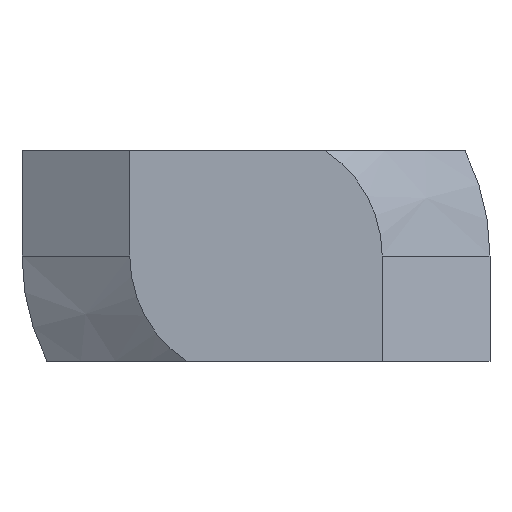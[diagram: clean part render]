
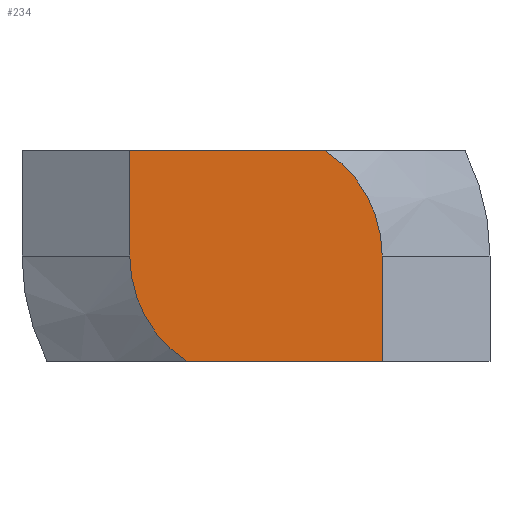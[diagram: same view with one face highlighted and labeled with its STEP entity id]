
A CAD part, front view. The second image highlights one B-rep face of the part: STEP entity #234.
In plain terms, the highlighted planar face has unit normal (0, -1, 0).
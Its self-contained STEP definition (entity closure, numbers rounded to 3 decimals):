
#20 = CIRCLE ( 'NONE', #336, 4.8 ) ;
#31 = DIRECTION ( 'NONE',  ( -1., 0., 0. ) ) ;
#32 = DIRECTION ( 'NONE',  ( 1., 0., 0. ) ) ;
#51 = AXIS2_PLACEMENT_3D ( 'NONE', #534, #259, #540 ) ;
#95 = CARTESIAN_POINT ( 'NONE',  ( 2.653, 0., 4. ) ) ;
#110 = LINE ( 'NONE', #731, #574 ) ;
#114 = VERTEX_POINT ( 'NONE', #231 ) ;
#127 = ORIENTED_EDGE ( 'NONE', *, *, #146, .T. ) ;
#128 = VERTEX_POINT ( 'NONE', #131 ) ;
#131 = CARTESIAN_POINT ( 'NONE',  ( 4.8, 0., -4. ) ) ;
#138 = PLANE ( 'NONE',  #51 ) ;
#146 = EDGE_CURVE ( 'NONE', #454, #303, #20, .T. ) ;
#151 = CARTESIAN_POINT ( 'NONE',  ( 4.8, 0., 0. ) ) ;
#197 = DIRECTION ( 'NONE',  ( 0., 0., 1. ) ) ;
#218 = CIRCLE ( 'NONE', #604, 4.8 ) ;
#231 = CARTESIAN_POINT ( 'NONE',  ( -4.8, 0., 4. ) ) ;
#234 = ADVANCED_FACE ( 'NONE', ( #317 ), #138, .F. ) ;
#246 = EDGE_LOOP ( 'NONE', ( #451, #326, #127, #607, #676, #448 ) ) ;
#253 = CARTESIAN_POINT ( 'NONE',  ( 8.9, 0., -4. ) ) ;
#255 = DIRECTION ( 'NONE',  ( 0., -1., 0. ) ) ;
#257 = LINE ( 'NONE', #320, #665 ) ;
#259 = DIRECTION ( 'NONE',  ( 0., 1., 0. ) ) ;
#303 = VERTEX_POINT ( 'NONE', #602 ) ;
#315 = DIRECTION ( 'NONE',  ( 0., 0., -1. ) ) ;
#317 = FACE_OUTER_BOUND ( 'NONE', #246, .T. ) ;
#320 = CARTESIAN_POINT ( 'NONE',  ( 4.8, 0., -8.9 ) ) ;
#322 = CARTESIAN_POINT ( 'NONE',  ( -4.8, 0., 0. ) ) ;
#326 = ORIENTED_EDGE ( 'NONE', *, *, #531, .T. ) ;
#336 = AXIS2_PLACEMENT_3D ( 'NONE', #592, #255, #31 ) ;
#357 = EDGE_CURVE ( 'NONE', #114, #394, #110, .T. ) ;
#394 = VERTEX_POINT ( 'NONE', #95 ) ;
#448 = ORIENTED_EDGE ( 'NONE', *, *, #627, .T. ) ;
#451 = ORIENTED_EDGE ( 'NONE', *, *, #357, .F. ) ;
#454 = VERTEX_POINT ( 'NONE', #322 ) ;
#497 = EDGE_CURVE ( 'NONE', #128, #636, #257, .T. ) ;
#518 = VECTOR ( 'NONE', #32, 1000. ) ;
#531 = EDGE_CURVE ( 'NONE', #114, #454, #535, .T. ) ;
#534 = CARTESIAN_POINT ( 'NONE',  ( 8.9, 0., 4. ) ) ;
#535 = LINE ( 'NONE', #642, #691 ) ;
#540 = DIRECTION ( 'NONE',  ( 0., 0., 1. ) ) ;
#567 = EDGE_CURVE ( 'NONE', #303, #128, #708, .T. ) ;
#574 = VECTOR ( 'NONE', #617, 1000. ) ;
#592 = CARTESIAN_POINT ( 'NONE',  ( 0., 0., 0. ) ) ;
#602 = CARTESIAN_POINT ( 'NONE',  ( -2.653, 0., -4. ) ) ;
#604 = AXIS2_PLACEMENT_3D ( 'NONE', #713, #700, #654 ) ;
#607 = ORIENTED_EDGE ( 'NONE', *, *, #567, .T. ) ;
#617 = DIRECTION ( 'NONE',  ( 1., 0., 0. ) ) ;
#627 = EDGE_CURVE ( 'NONE', #636, #394, #218, .T. ) ;
#636 = VERTEX_POINT ( 'NONE', #151 ) ;
#642 = CARTESIAN_POINT ( 'NONE',  ( -4.8, 0., 4. ) ) ;
#654 = DIRECTION ( 'NONE',  ( 1., 0., 0. ) ) ;
#665 = VECTOR ( 'NONE', #197, 1000. ) ;
#676 = ORIENTED_EDGE ( 'NONE', *, *, #497, .T. ) ;
#691 = VECTOR ( 'NONE', #315, 1000. ) ;
#700 = DIRECTION ( 'NONE',  ( 0., -1., 0. ) ) ;
#708 = LINE ( 'NONE', #253, #518 ) ;
#713 = CARTESIAN_POINT ( 'NONE',  ( 0., 0., 0. ) ) ;
#731 = CARTESIAN_POINT ( 'NONE',  ( 8.9, 0., 4. ) ) ;
